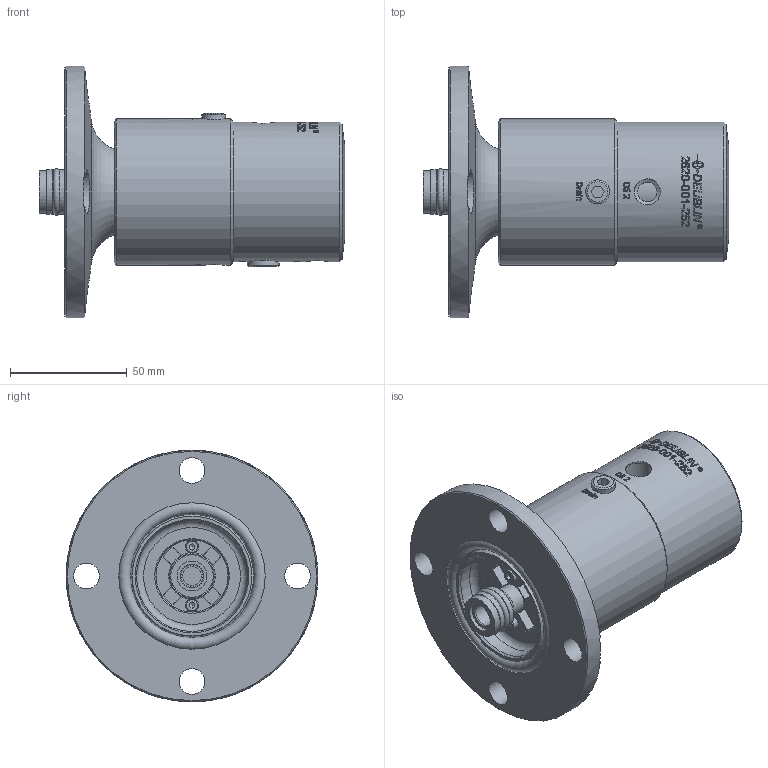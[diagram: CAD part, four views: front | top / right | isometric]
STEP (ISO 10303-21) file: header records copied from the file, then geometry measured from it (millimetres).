
FILE_DESCRIPTION(/* description */ (''),/* implementation_level */ '2;1');
FILE_NAME(/* name */ '2620-001-252-IC_Rev_C.stp',/* time_stamp */ '2020-05-17T14:37:07-05:00',/* author */ ('Moorera'),/* organization */ (''),/* preprocessor_version */ 'ST-DEVELOPER v18.1',/* originating_system */ 'Autodesk Inventor 2020',/* authorisation */ '');
FILE_SCHEMA (('AUTOMOTIVE_DESIGN { 1 0 10303 214 3 1 1 }'));
Products named in the file (1): 2620-001-252-IC_Rev_C
Bounding box: 131.17 x 107.95 x 107.95 mm (x, y, z)
Volume: 369275.5 mm3; surface area: 60152.7 mm2
Topology: 2 solids, 5 shells, 837 faces, 2262 edges, 1518 vertices
Faces by surface type: bspline 379, plane 286, cylinder 113, cone 43, torus 16
Full cylindrical faces by diameter (mm): 3 x2, 3.5 x2, 4.917 x2, 5.5 x2, 8 x1, 8.4 x3, 8.6 x1, 9.5 x1, 11 x4, 11.199 x3, 12 x1, 12.7 x1, 12.8 x1, 14.7 x2, 18.2 x1, 19.05 x2, 30.9 x1, 47.6 x1, 51.3 x1, 55.1 x1, 60 x1, 62.8 x1, 107.95 x1
Entity records: 107824 total; most frequent: CARTESIAN_POINT 88306, ORIENTED_EDGE 4514, DIRECTION 3115, EDGE_CURVE 2257, VERTEX_POINT 1518, AXIS2_PLACEMENT_3D 1067, LINE 981, VECTOR 981
